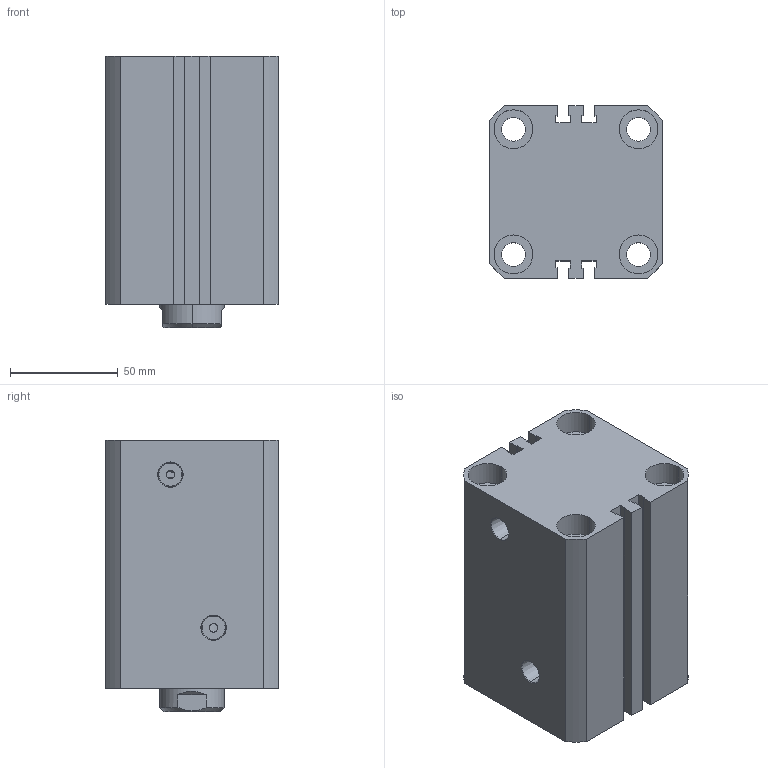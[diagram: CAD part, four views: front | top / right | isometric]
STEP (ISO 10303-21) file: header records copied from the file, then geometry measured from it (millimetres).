
FILE_DESCRIPTION (( 'STEP AP203' ), '1' );
FILE_NAME ('CHTM-SD50-40N.STEP', '2018-05-21T09:09:34', ( '' ), ( '' ), 'SwSTEP 2.0', 'SolidWorks 2015', '' );
FILE_SCHEMA (( 'CONFIG_CONTROL_DESIGN' ));
Length unit declared in the file: millimetre
Products named in the file (6): CHTM-SD50-40N; huosai01; 掛极SD50-40N; 活塞; 活塞杆SD50-40N; CHTM-SDMA50QG
Assembly tree (5 placements, depth 2):
  CHTM-SD50-40N
    掛极SD50-40N
    活塞杆SD50-40N
    CHTM-SDMA50QG
    huosai01
    活塞
Bounding box: 80 x 80 x 126 mm (x, y, z)
Volume: 590356.3 mm3; surface area: 134081.9 mm2
Topology: 5 solids, 5 shells, 337 faces, 900 edges, 593 vertices
Faces by surface type: cylinder 181, plane 80, cone 34, torus 22, bspline 20
Entity records: 19568 total; most frequent: CARTESIAN_POINT 11147, ORIENTED_EDGE 1788, DIRECTION 1484, EDGE_CURVE 894, VERTEX_POINT 593, AXIS2_PLACEMENT_3D 572, EDGE_LOOP 381, VECTOR 340
